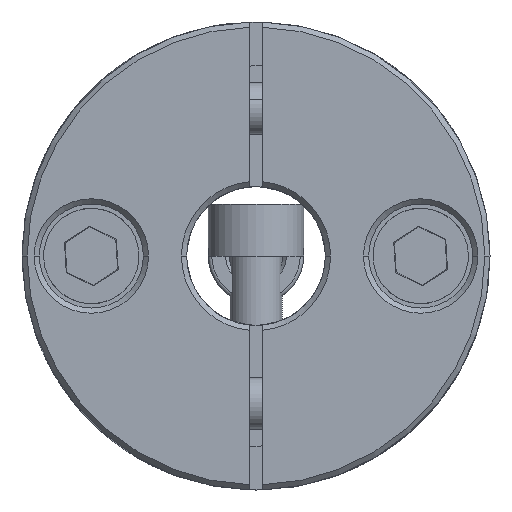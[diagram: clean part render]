
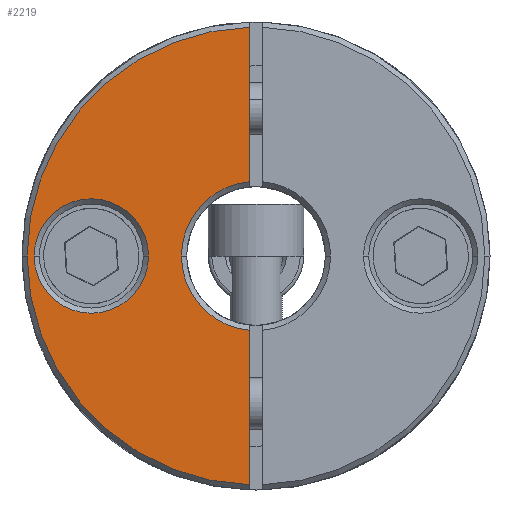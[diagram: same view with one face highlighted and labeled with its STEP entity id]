
A CAD part, front view. The second image highlights one B-rep face of the part: STEP entity #2219.
In plain terms, the highlighted face is planar.
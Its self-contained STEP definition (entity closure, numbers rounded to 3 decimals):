
#1376=CARTESIAN_POINT('',(-0.,5.5,-12.8));
#1377=VERTEX_POINT('',#1376);
#1384=CARTESIAN_POINT('',(-0.,5.5,-6.2));
#1385=VERTEX_POINT('',#1384);
#1386=CARTESIAN_POINT('',(-0.,5.5,-9.5));
#1387=DIRECTION('',(0.,-1.,0.));
#1388=DIRECTION('',(0.,0.,1.));
#1389=AXIS2_PLACEMENT_3D('',#1386,#1387,#1388);
#1390=CIRCLE('',#1389,3.3);
#1391=EDGE_CURVE('',#1385,#1377,#1390,.T.);
#1663=CARTESIAN_POINT('',(0.,5.5,-13.2));
#1664=VERTEX_POINT('',#1663);
#1665=CARTESIAN_POINT('',(-13.195,5.5,-0.35));
#1666=VERTEX_POINT('',#1665);
#1667=CARTESIAN_POINT('',(0.,5.5,0.));
#1668=DIRECTION('',(0.,1.,0.));
#1669=DIRECTION('',(0.,-0.,1.));
#1670=AXIS2_PLACEMENT_3D('',#1667,#1668,#1669);
#1671=CIRCLE('',#1670,13.2);
#1672=EDGE_CURVE('',#1664,#1666,#1671,.T.);
#2160=CARTESIAN_POINT('',(0.,5.5,0.));
#2161=DIRECTION('',(0.,1.,0.));
#2162=DIRECTION('',(0.,0.,1.));
#2163=AXIS2_PLACEMENT_3D('',#2160,#2161,#2162);
#2164=PLANE('',#2163);
#2165=ORIENTED_EDGE('',*,*,#1391,.T.);
#2166=CARTESIAN_POINT('',(-0.,5.5,-9.5));
#2167=DIRECTION('',(0.,-1.,0.));
#2168=DIRECTION('',(0.,0.,1.));
#2169=AXIS2_PLACEMENT_3D('',#2166,#2167,#2168);
#2170=CIRCLE('',#2169,3.3);
#2171=EDGE_CURVE('',#1377,#1385,#2170,.T.);
#2172=ORIENTED_EDGE('',*,*,#2171,.T.);
#2173=EDGE_LOOP('',(#2165,#2172));
#2174=FACE_BOUND('',#2173,.T.);
#2175=CARTESIAN_POINT('',(13.195,5.5,-0.35));
#2176=VERTEX_POINT('',#2175);
#2177=CARTESIAN_POINT('',(0.,5.5,0.));
#2178=DIRECTION('',(0.,1.,0.));
#2179=DIRECTION('',(0.,-0.,1.));
#2180=AXIS2_PLACEMENT_3D('',#2177,#2178,#2179);
#2181=CIRCLE('',#2180,13.2);
#2182=EDGE_CURVE('',#2176,#1664,#2181,.T.);
#2183=ORIENTED_EDGE('',*,*,#2182,.T.);
#2184=ORIENTED_EDGE('',*,*,#1672,.T.);
#2185=CARTESIAN_POINT('',(-4.286,5.5,-0.35));
#2186=VERTEX_POINT('',#2185);
#2187=CARTESIAN_POINT('',(-13.195,5.5,-0.35));
#2188=DIRECTION('',(1.,0.,-0.));
#2189=VECTOR('',#2188,8.91);
#2190=LINE('',#2187,#2189);
#2191=EDGE_CURVE('',#1666,#2186,#2190,.T.);
#2192=ORIENTED_EDGE('',*,*,#2191,.T.);
#2193=CARTESIAN_POINT('',(0.,5.5,-4.3));
#2194=VERTEX_POINT('',#2193);
#2195=CARTESIAN_POINT('',(0.,5.5,0.));
#2196=DIRECTION('',(0.,-1.,0.));
#2197=DIRECTION('',(0.,0.,1.));
#2198=AXIS2_PLACEMENT_3D('',#2195,#2196,#2197);
#2199=CIRCLE('',#2198,4.3);
#2200=EDGE_CURVE('',#2186,#2194,#2199,.T.);
#2201=ORIENTED_EDGE('',*,*,#2200,.T.);
#2202=CARTESIAN_POINT('',(4.286,5.5,-0.35));
#2203=VERTEX_POINT('',#2202);
#2204=CARTESIAN_POINT('',(0.,5.5,0.));
#2205=DIRECTION('',(0.,-1.,0.));
#2206=DIRECTION('',(0.,0.,1.));
#2207=AXIS2_PLACEMENT_3D('',#2204,#2205,#2206);
#2208=CIRCLE('',#2207,4.3);
#2209=EDGE_CURVE('',#2194,#2203,#2208,.T.);
#2210=ORIENTED_EDGE('',*,*,#2209,.T.);
#2211=CARTESIAN_POINT('',(4.286,5.5,-0.35));
#2212=DIRECTION('',(1.,0.,-0.));
#2213=VECTOR('',#2212,8.91);
#2214=LINE('',#2211,#2213);
#2215=EDGE_CURVE('',#2203,#2176,#2214,.T.);
#2216=ORIENTED_EDGE('',*,*,#2215,.T.);
#2217=EDGE_LOOP('',(#2183,#2184,#2192,#2201,#2210,#2216));
#2218=FACE_BOUND('',#2217,.T.);
#2219=ADVANCED_FACE('\S\-\S\112',(#2174,#2218),#2164,.T.);
